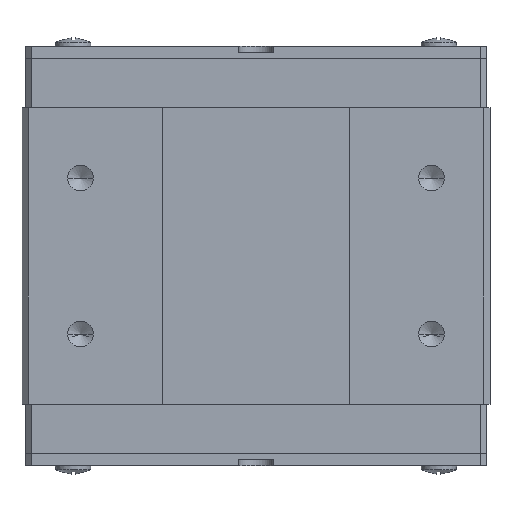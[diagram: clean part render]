
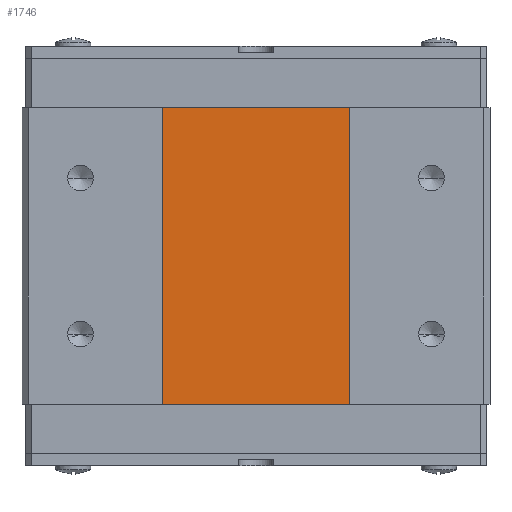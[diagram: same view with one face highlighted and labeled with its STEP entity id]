
A CAD part, top view. The second image highlights one B-rep face of the part: STEP entity #1746.
In plain terms, the highlighted planar face has unit normal (0, 0, 1).
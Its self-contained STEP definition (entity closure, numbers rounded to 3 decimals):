
#214 = ORIENTED_EDGE ( 'NONE', *, *, #4398, .F. ) ;
#224 = CARTESIAN_POINT ( 'NONE',  ( 12., 66.901, 15.75 ) ) ;
#854 = DIRECTION ( 'NONE',  ( 1., 0., 0. ) ) ;
#887 = LINE ( 'NONE', #3905, #4443 ) ;
#911 = AXIS2_PLACEMENT_3D ( 'NONE', #1420, #2434, #2950 ) ;
#1029 = CARTESIAN_POINT ( 'NONE',  ( -12., 47.901, 15.75 ) ) ;
#1405 = DIRECTION ( 'NONE',  ( 0., 1., 0. ) ) ;
#1420 = CARTESIAN_POINT ( 'NONE',  ( 0., 66.901, 15.75 ) ) ;
#1506 = LINE ( 'NONE', #6608, #3143 ) ;
#1508 = VECTOR ( 'NONE', #1405, 1000. ) ;
#1622 = CARTESIAN_POINT ( 'NONE',  ( 12., 47.901, 15.75 ) ) ;
#1746 = ADVANCED_FACE ( 'NONE', ( #3495 ), #2367, .T. ) ;
#2367 = PLANE ( 'NONE',  #911 ) ;
#2434 = DIRECTION ( 'NONE',  ( 0., 0., 1. ) ) ;
#2950 = DIRECTION ( 'NONE',  ( 1., 0., 0. ) ) ;
#3143 = VECTOR ( 'NONE', #3571, 1000. ) ;
#3311 = LINE ( 'NONE', #224, #6088 ) ;
#3495 = FACE_OUTER_BOUND ( 'NONE', #4717, .T. ) ;
#3571 = DIRECTION ( 'NONE',  ( -1., 0., 0. ) ) ;
#3905 = CARTESIAN_POINT ( 'NONE',  ( 0., 85.901, 15.75 ) ) ;
#4398 = EDGE_CURVE ( 'NONE', #6223, #4769, #1506, .T. ) ;
#4443 = VECTOR ( 'NONE', #854, 1000. ) ;
#4452 = LINE ( 'NONE', #6547, #1508 ) ;
#4605 = EDGE_CURVE ( 'NONE', #5729, #6554, #887, .T. ) ;
#4717 = EDGE_LOOP ( 'NONE', ( #6205, #5441, #5393, #214 ) ) ;
#4769 = VERTEX_POINT ( 'NONE', #1029 ) ;
#5253 = CARTESIAN_POINT ( 'NONE',  ( -12., 85.901, 15.75 ) ) ;
#5287 = EDGE_CURVE ( 'NONE', #6554, #6223, #3311, .T. ) ;
#5393 = ORIENTED_EDGE ( 'NONE', *, *, #6470, .F. ) ;
#5441 = ORIENTED_EDGE ( 'NONE', *, *, #4605, .F. ) ;
#5729 = VERTEX_POINT ( 'NONE', #5253 ) ;
#5835 = CARTESIAN_POINT ( 'NONE',  ( 12., 85.901, 15.75 ) ) ;
#6088 = VECTOR ( 'NONE', #6225, 1000. ) ;
#6205 = ORIENTED_EDGE ( 'NONE', *, *, #5287, .F. ) ;
#6223 = VERTEX_POINT ( 'NONE', #1622 ) ;
#6225 = DIRECTION ( 'NONE',  ( 0., -1., 0. ) ) ;
#6470 = EDGE_CURVE ( 'NONE', #4769, #5729, #4452, .T. ) ;
#6547 = CARTESIAN_POINT ( 'NONE',  ( -12., 66.901, 15.75 ) ) ;
#6554 = VERTEX_POINT ( 'NONE', #5835 ) ;
#6608 = CARTESIAN_POINT ( 'NONE',  ( 0., 47.901, 15.75 ) ) ;
